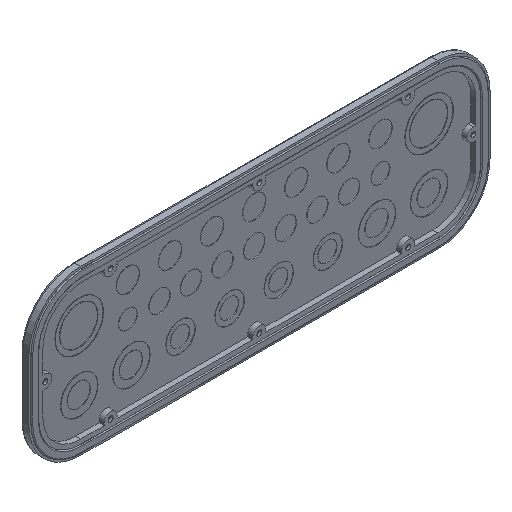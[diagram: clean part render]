
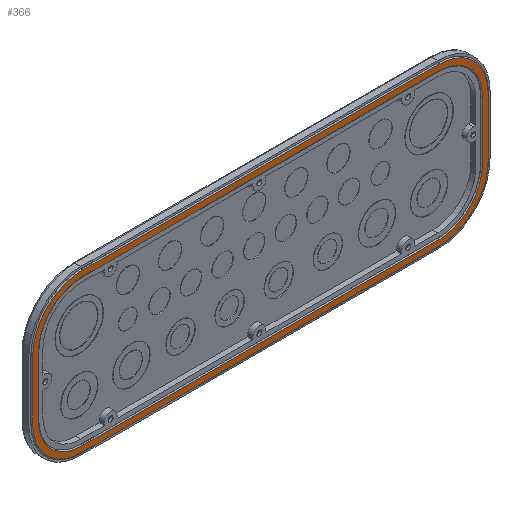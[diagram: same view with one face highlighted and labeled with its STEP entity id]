
A CAD part, isometric view. The second image highlights one B-rep face of the part: STEP entity #366.
In plain terms, the highlighted planar face has unit normal (0, -1, 0).
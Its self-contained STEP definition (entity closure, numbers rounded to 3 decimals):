
#366=ADVANCED_FACE('',(#1136,#1137),#1138,.T.);
#1136=FACE_OUTER_BOUND('',#1937,.T.);
#1137=FACE_BOUND('',#1938,.T.);
#1138=PLANE('',#1939);
#1937=EDGE_LOOP('',(#4372,#4373,#4374,#4375,#4376,#4377,#4378,#4379));
#1938=EDGE_LOOP('',(#4380,#4381,#4382,#4383,#4384,#4385,#4386,#4387));
#1939=AXIS2_PLACEMENT_3D('',#4388,#4389,#4390);
#4372=ORIENTED_EDGE('',*,*,#5316,.T.);
#4373=ORIENTED_EDGE('',*,*,#5317,.T.);
#4374=ORIENTED_EDGE('',*,*,#5318,.T.);
#4375=ORIENTED_EDGE('',*,*,#5319,.T.);
#4376=ORIENTED_EDGE('',*,*,#5320,.T.);
#4377=ORIENTED_EDGE('',*,*,#5321,.T.);
#4378=ORIENTED_EDGE('',*,*,#5322,.T.);
#4379=ORIENTED_EDGE('',*,*,#5323,.T.);
#4380=ORIENTED_EDGE('',*,*,#5324,.T.);
#4381=ORIENTED_EDGE('',*,*,#5325,.T.);
#4382=ORIENTED_EDGE('',*,*,#5326,.T.);
#4383=ORIENTED_EDGE('',*,*,#5327,.T.);
#4384=ORIENTED_EDGE('',*,*,#5328,.T.);
#4385=ORIENTED_EDGE('',*,*,#5329,.T.);
#4386=ORIENTED_EDGE('',*,*,#5330,.T.);
#4387=ORIENTED_EDGE('',*,*,#5331,.T.);
#4388=CARTESIAN_POINT('',(0.0,-1.0,0.0));
#4389=DIRECTION('',(0.0,-1.0,0.0));
#4390=DIRECTION('',(0.0,0.0,-1.0));
#5316=EDGE_CURVE('',#6566,#6568,#6570,.T.);
#5317=EDGE_CURVE('',#6568,#6571,#6572,.T.);
#5318=EDGE_CURVE('',#6571,#6573,#6574,.T.);
#5319=EDGE_CURVE('',#6573,#6575,#6576,.T.);
#5320=EDGE_CURVE('',#6575,#6577,#6578,.T.);
#5321=EDGE_CURVE('',#6577,#6579,#6580,.T.);
#5322=EDGE_CURVE('',#6579,#6581,#6582,.T.);
#5323=EDGE_CURVE('',#6581,#6566,#6583,.T.);
#5324=EDGE_CURVE('',#6584,#6585,#6586,.T.);
#5325=EDGE_CURVE('',#6585,#6587,#6588,.T.);
#5326=EDGE_CURVE('',#6587,#6589,#6590,.T.);
#5327=EDGE_CURVE('',#6589,#6591,#6592,.T.);
#5328=EDGE_CURVE('',#6591,#6593,#6594,.T.);
#5329=EDGE_CURVE('',#6593,#6595,#6596,.T.);
#5330=EDGE_CURVE('',#6595,#6597,#6598,.T.);
#5331=EDGE_CURVE('',#6597,#6584,#6599,.T.);
#6566=VERTEX_POINT('',#8152);
#6568=VERTEX_POINT('',#8154);
#6570=CIRCLE('',#8156,49.1);
#6571=VERTEX_POINT('',#8157);
#6572=LINE('',#8158,#8159);
#6573=VERTEX_POINT('',#8160);
#6574=CIRCLE('',#8161,49.1);
#6575=VERTEX_POINT('',#8162);
#6576=LINE('',#8163,#8164);
#6577=VERTEX_POINT('',#8165);
#6578=CIRCLE('',#8166,49.1);
#6579=VERTEX_POINT('',#8167);
#6580=LINE('',#8168,#8169);
#6581=VERTEX_POINT('',#8170);
#6582=CIRCLE('',#8171,49.1);
#6583=LINE('',#8172,#8173);
#6584=VERTEX_POINT('',#8174);
#6585=VERTEX_POINT('',#8175);
#6586=CIRCLE('',#8176,43.4);
#6587=VERTEX_POINT('',#8177);
#6588=LINE('',#8178,#8179);
#6589=VERTEX_POINT('',#8180);
#6590=CIRCLE('',#8181,43.4);
#6591=VERTEX_POINT('',#8182);
#6592=LINE('',#8183,#8184);
#6593=VERTEX_POINT('',#8185);
#6594=CIRCLE('',#8186,43.4);
#6595=VERTEX_POINT('',#8187);
#6596=LINE('',#8188,#8189);
#6597=VERTEX_POINT('',#8190);
#6598=CIRCLE('',#8191,43.4);
#6599=LINE('',#8192,#8193);
#8152=CARTESIAN_POINT('',(178.0,-1.0,-78.6));
#8154=CARTESIAN_POINT('',(227.1,-1.,-29.5));
#8156=AXIS2_PLACEMENT_3D('',#9810,#9811,#9812);
#8157=CARTESIAN_POINT('',(227.1,-1.0,29.5));
#8158=CARTESIAN_POINT('',(227.1,-1.0,-29.5));
#8159=VECTOR('',#9813,59.0);
#8160=CARTESIAN_POINT('',(178.0,-1.,78.6));
#8161=AXIS2_PLACEMENT_3D('',#9814,#9815,#9816);
#8162=CARTESIAN_POINT('',(-178.0,-1.0,78.6));
#8163=CARTESIAN_POINT('',(178.0,-1.0,78.6));
#8164=VECTOR('',#9817,356.0);
#8165=CARTESIAN_POINT('',(-227.1,-1.,29.5));
#8166=AXIS2_PLACEMENT_3D('',#9818,#9819,#9820);
#8167=CARTESIAN_POINT('',(-227.1,-1.0,-29.5));
#8168=CARTESIAN_POINT('',(-227.1,-1.0,29.5));
#8169=VECTOR('',#9821,59.0);
#8170=CARTESIAN_POINT('',(-178.0,-1.0,-78.6));
#8171=AXIS2_PLACEMENT_3D('',#9822,#9823,#9824);
#8172=CARTESIAN_POINT('',(-178.0,-1.0,-78.6));
#8173=VECTOR('',#9825,356.0);
#8174=CARTESIAN_POINT('',(-221.4,-1.0,29.5));
#8175=CARTESIAN_POINT('',(-178.0,-1.0,72.9));
#8176=AXIS2_PLACEMENT_3D('',#9826,#9827,#9828);
#8177=CARTESIAN_POINT('',(178.0,-1.0,72.9));
#8178=CARTESIAN_POINT('',(-178.0,-1.0,72.9));
#8179=VECTOR('',#9829,356.0);
#8180=CARTESIAN_POINT('',(221.4,-1.0,29.5));
#8181=AXIS2_PLACEMENT_3D('',#9830,#9831,#9832);
#8182=CARTESIAN_POINT('',(221.4,-1.0,-29.5));
#8183=CARTESIAN_POINT('',(221.4,-1.0,29.5));
#8184=VECTOR('',#9833,59.);
#8185=CARTESIAN_POINT('',(178.0,-1.0,-72.9));
#8186=AXIS2_PLACEMENT_3D('',#9834,#9835,#9836);
#8187=CARTESIAN_POINT('',(-178.0,-1.0,-72.9));
#8188=CARTESIAN_POINT('',(178.0,-1.0,-72.9));
#8189=VECTOR('',#9837,356.0);
#8190=CARTESIAN_POINT('',(-221.4,-1.0,-29.5));
#8191=AXIS2_PLACEMENT_3D('',#9838,#9839,#9840);
#8192=CARTESIAN_POINT('',(-221.4,-1.0,-29.5));
#8193=VECTOR('',#9841,59.);
#9810=CARTESIAN_POINT('',(178.0,-1.,-29.5));
#9811=DIRECTION('',(0.0,-1.0,0.0));
#9812=DIRECTION('',(0.0,0.0,-1.0));
#9813=DIRECTION('',(0.0,0.0,1.0));
#9814=CARTESIAN_POINT('',(178.0,-1.,29.5));
#9815=DIRECTION('',(0.0,-1.0,0.0));
#9816=DIRECTION('',(1.0,0.0,0.0));
#9817=DIRECTION('',(-1.0,0.0,0.0));
#9818=CARTESIAN_POINT('',(-178.0,-1.,29.5));
#9819=DIRECTION('',(0.0,-1.0,0.0));
#9820=DIRECTION('',(0.0,0.0,1.0));
#9821=DIRECTION('',(0.0,0.0,-1.0));
#9822=CARTESIAN_POINT('',(-178.0,-1.,-29.5));
#9823=DIRECTION('',(0.0,-1.0,0.0));
#9824=DIRECTION('',(-1.0,0.0,0.0));
#9825=DIRECTION('',(1.0,0.0,0.0));
#9826=CARTESIAN_POINT('',(-178.0,-1.0,29.5));
#9827=DIRECTION('',(0.0,1.0,0.0));
#9828=DIRECTION('',(-1.0,0.0,0.0));
#9829=DIRECTION('',(1.0,0.0,0.));
#9830=CARTESIAN_POINT('',(178.0,-1.0,29.5));
#9831=DIRECTION('',(0.0,1.0,0.0));
#9832=DIRECTION('',(0.0,0.0,1.0));
#9833=DIRECTION('',(0.,0.0,-1.0));
#9834=CARTESIAN_POINT('',(178.0,-1.0,-29.5));
#9835=DIRECTION('',(-0.0,1.0,0.0));
#9836=DIRECTION('',(1.0,0.0,0.0));
#9837=DIRECTION('',(-1.0,0.0,0.));
#9838=CARTESIAN_POINT('',(-178.0,-1.0,-29.5));
#9839=DIRECTION('',(0.0,1.0,0.0));
#9840=DIRECTION('',(0.0,0.0,-1.0));
#9841=DIRECTION('',(0.,0.0,1.0));
